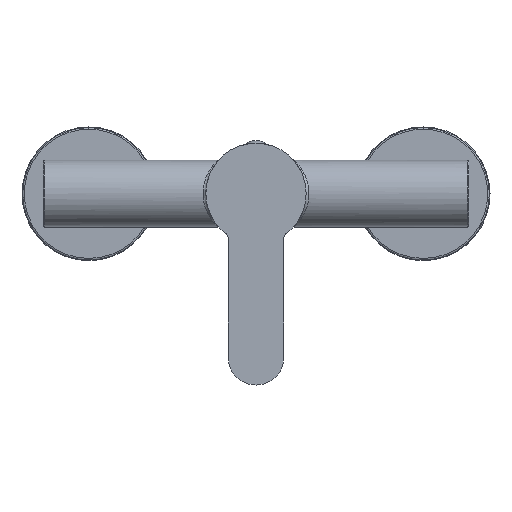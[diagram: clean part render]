
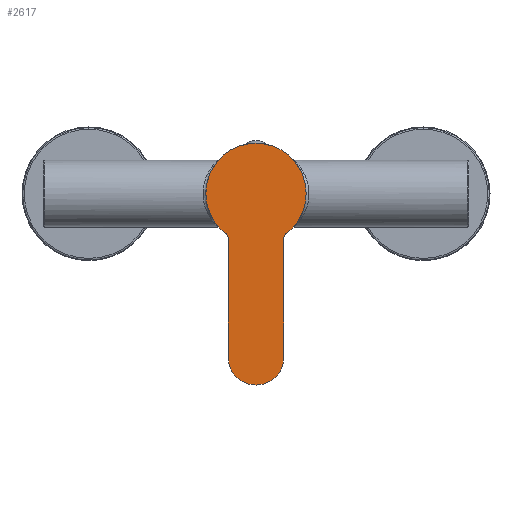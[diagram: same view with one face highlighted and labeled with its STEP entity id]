
A CAD part, top view. The second image highlights one B-rep face of the part: STEP entity #2617.
In plain terms, the highlighted planar face has unit normal (0, 0, 1).
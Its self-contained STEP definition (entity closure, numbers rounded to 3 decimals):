
#1652=PLANE('',#16151);
#2617=ADVANCED_FACE('',(#3770),#1652,.T.);
#3770=FACE_OUTER_BOUND('',#4626,.T.);
#4626=EDGE_LOOP('',(#8206,#8207,#8208,#8209,#8210,#8211,#8212,#8213));
#5539=CIRCLE('',#16094,12.5);
#5541=CIRCLE('',#16097,3.);
#5542=CIRCLE('',#16099,3.);
#5553=CIRCLE('',#16142,22.5);
#5555=CIRCLE('',#16147,22.5);
#5557=CIRCLE('',#16149,22.5);
#8206=ORIENTED_EDGE('',*,*,#12645,.T.);
#8207=ORIENTED_EDGE('',*,*,#12742,.F.);
#8208=ORIENTED_EDGE('',*,*,#12639,.T.);
#8209=ORIENTED_EDGE('',*,*,#12743,.F.);
#8210=ORIENTED_EDGE('',*,*,#12643,.T.);
#8211=ORIENTED_EDGE('',*,*,#12739,.T.);
#8212=ORIENTED_EDGE('',*,*,#12733,.T.);
#8213=ORIENTED_EDGE('',*,*,#12741,.T.);
#10782=VERTEX_POINT('',#36910);
#10785=VERTEX_POINT('',#36915);
#10786=VERTEX_POINT('',#36919);
#10789=VERTEX_POINT('',#36924);
#10791=VERTEX_POINT('',#36929);
#10792=VERTEX_POINT('',#36931);
#10851=VERTEX_POINT('',#37181);
#10852=VERTEX_POINT('',#37183);
#12639=EDGE_CURVE('',#10782,#10785,#5539,.T.);
#12643=EDGE_CURVE('',#10786,#10789,#5541,.T.);
#12645=EDGE_CURVE('',#10792,#10791,#5542,.T.);
#12733=EDGE_CURVE('',#10852,#10851,#5553,.T.);
#12739=EDGE_CURVE('',#10789,#10852,#5555,.T.);
#12741=EDGE_CURVE('',#10851,#10792,#5557,.T.);
#12742=EDGE_CURVE('',#10782,#10791,#14100,.T.);
#12743=EDGE_CURVE('',#10786,#10785,#14101,.T.);
#14100=LINE('',#37215,#14874);
#14101=LINE('',#37216,#14875);
#14874=VECTOR('',#18659,1.);
#14875=VECTOR('',#18660,1.);
#16094=AXIS2_PLACEMENT_3D('',#36916,#18469,#18470);
#16097=AXIS2_PLACEMENT_3D('',#36925,#18477,#18478);
#16099=AXIS2_PLACEMENT_3D('',#36930,#18482,#18483);
#16142=AXIS2_PLACEMENT_3D('',#37182,#18638,#18639);
#16147=AXIS2_PLACEMENT_3D('',#37211,#18651,#18652);
#16149=AXIS2_PLACEMENT_3D('',#37213,#18655,#18656);
#16151=AXIS2_PLACEMENT_3D('',#37217,#18661,#18662);
#18469=DIRECTION('',(0.,0.,1.));
#18470=DIRECTION('',(-1.,0.,0.));
#18477=DIRECTION('',(0.,0.,-1.));
#18478=DIRECTION('',(-1.,0.,0.));
#18482=DIRECTION('',(0.,0.,-1.));
#18483=DIRECTION('',(0.608,0.794,0.));
#18638=DIRECTION('',(0.,0.,1.));
#18639=DIRECTION('',(1.,0.,0.));
#18651=DIRECTION('',(0.,0.,1.));
#18652=DIRECTION('',(0.608,-0.794,0.));
#18655=DIRECTION('',(0.,0.,1.));
#18656=DIRECTION('',(-1.,0.,0.));
#18659=DIRECTION('',(0.,1.,0.));
#18660=DIRECTION('',(0.,-1.,0.));
#18661=DIRECTION('',(0.,0.,1.));
#18662=DIRECTION('',(-1.,0.,0.));
#36910=CARTESIAN_POINT('',(-12.5,-52.5,59.15));
#36915=CARTESIAN_POINT('',(12.5,-52.5,59.15));
#36916=CARTESIAN_POINT('',(0.,-52.5,59.15));
#36919=CARTESIAN_POINT('',(12.5,0.751,59.15));
#36924=CARTESIAN_POINT('',(13.677,3.134,59.15));
#36925=CARTESIAN_POINT('',(15.5,0.751,59.15));
#36929=CARTESIAN_POINT('',(-12.5,0.751,59.15));
#36930=CARTESIAN_POINT('',(-15.5,0.751,59.15));
#36931=CARTESIAN_POINT('',(-13.676,3.134,59.15));
#37181=CARTESIAN_POINT('',(-22.5,21.,59.15));
#37182=CARTESIAN_POINT('',(0.,21.,59.15));
#37183=CARTESIAN_POINT('',(22.5,21.,59.15));
#37211=CARTESIAN_POINT('',(0.,21.,59.15));
#37213=CARTESIAN_POINT('',(0.,21.,59.15));
#37215=CARTESIAN_POINT('',(-12.5,-52.5,59.15));
#37216=CARTESIAN_POINT('',(12.5,0.751,59.15));
#37217=CARTESIAN_POINT('',(0.,21.,59.15));
